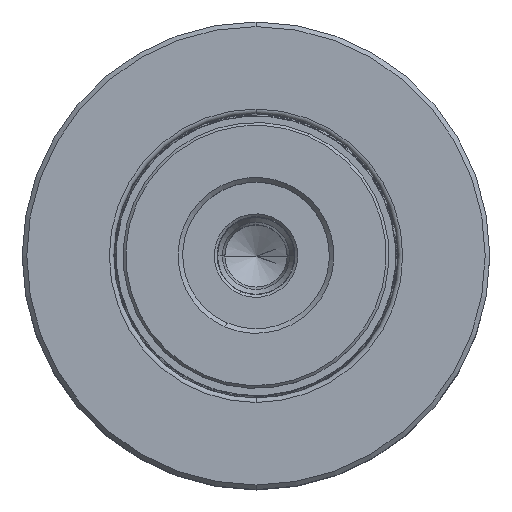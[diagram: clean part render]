
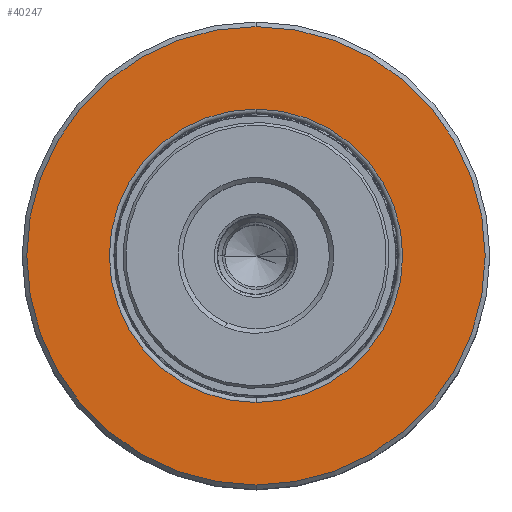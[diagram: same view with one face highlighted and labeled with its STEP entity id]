
A CAD part, top view. The second image highlights one B-rep face of the part: STEP entity #40247.
In plain terms, the highlighted face is planar.
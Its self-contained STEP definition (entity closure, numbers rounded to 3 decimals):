
#595 = DIRECTION ( 'NONE',  ( 0., 1., 0. ) ) ;
#645 = DIRECTION ( 'NONE',  ( 0., -1., 0. ) ) ;
#1896 = DIRECTION ( 'NONE',  ( 0., 0., -1. ) ) ;
#2431 = AXIS2_PLACEMENT_3D ( 'NONE', #44985, #32036, #52478 ) ;
#3184 = ORIENTED_EDGE ( 'NONE', *, *, #8986, .F. ) ;
#4670 = CARTESIAN_POINT ( 'NONE',  ( 25., 15.687, 0. ) ) ;
#6669 = DIRECTION ( 'NONE',  ( 0., 0., -1. ) ) ;
#6893 = VERTEX_POINT ( 'NONE', #43625 ) ;
#7318 = AXIS2_PLACEMENT_3D ( 'NONE', #26952, #35528, #6669 ) ;
#8162 = ORIENTED_EDGE ( 'NONE', *, *, #43061, .T. ) ;
#8794 = CARTESIAN_POINT ( 'NONE',  ( 0., 15.687, -25. ) ) ;
#8986 = EDGE_CURVE ( 'NONE', #6893, #12095, #12561, .T. ) ;
#10672 = CIRCLE ( 'NONE', #14809, 25. ) ;
#10713 = FACE_OUTER_BOUND ( 'NONE', #38029, .T. ) ;
#12095 = VERTEX_POINT ( 'NONE', #8794 ) ;
#12561 = CIRCLE ( 'NONE', #2431, 25. ) ;
#12982 = CARTESIAN_POINT ( 'NONE',  ( 0., 15.687, 0. ) ) ;
#14809 = AXIS2_PLACEMENT_3D ( 'NONE', #44397, #645, #1896 ) ;
#22302 = VERTEX_POINT ( 'NONE', #22831 ) ;
#22831 = CARTESIAN_POINT ( 'NONE',  ( 0., 15.687, -16. ) ) ;
#24266 = PLANE ( 'NONE',  #41404 ) ;
#24545 = VERTEX_POINT ( 'NONE', #32895 ) ;
#26952 = CARTESIAN_POINT ( 'NONE',  ( 0., 15.687, 0. ) ) ;
#27770 = EDGE_CURVE ( 'NONE', #22302, #24545, #28181, .T. ) ;
#28181 = CIRCLE ( 'NONE', #49754, 16. ) ;
#28986 = DIRECTION ( 'NONE',  ( 0., -1., 0. ) ) ;
#29350 = DIRECTION ( 'NONE',  ( 0., 0., -1. ) ) ;
#29942 = ORIENTED_EDGE ( 'NONE', *, *, #42464, .F. ) ;
#32036 = DIRECTION ( 'NONE',  ( 0., -1., 0. ) ) ;
#32895 = CARTESIAN_POINT ( 'NONE',  ( 0., 15.687, 16. ) ) ;
#33549 = DIRECTION ( 'NONE',  ( 0., 0., 1. ) ) ;
#35528 = DIRECTION ( 'NONE',  ( 0., -1., 0. ) ) ;
#36254 = ORIENTED_EDGE ( 'NONE', *, *, #27770, .T. ) ;
#36823 = FACE_BOUND ( 'NONE', #45144, .T. ) ;
#38029 = EDGE_LOOP ( 'NONE', ( #29942, #3184 ) ) ;
#40247 = ADVANCED_FACE ( 'NONE', ( #36823, #10713 ), #24266, .T. ) ;
#41404 = AXIS2_PLACEMENT_3D ( 'NONE', #4670, #595, #33549 ) ;
#42464 = EDGE_CURVE ( 'NONE', #12095, #6893, #10672, .T. ) ;
#43061 = EDGE_CURVE ( 'NONE', #24545, #22302, #46265, .T. ) ;
#43625 = CARTESIAN_POINT ( 'NONE',  ( 0., 15.687, 25. ) ) ;
#44397 = CARTESIAN_POINT ( 'NONE',  ( 0., 15.687, 0. ) ) ;
#44985 = CARTESIAN_POINT ( 'NONE',  ( 0., 15.687, 0. ) ) ;
#45144 = EDGE_LOOP ( 'NONE', ( #36254, #8162 ) ) ;
#46265 = CIRCLE ( 'NONE', #7318, 16. ) ;
#49754 = AXIS2_PLACEMENT_3D ( 'NONE', #12982, #28986, #29350 ) ;
#52478 = DIRECTION ( 'NONE',  ( 0., 0., -1. ) ) ;
